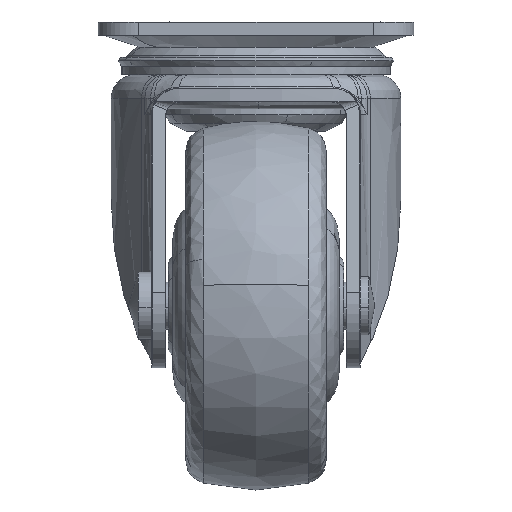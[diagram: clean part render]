
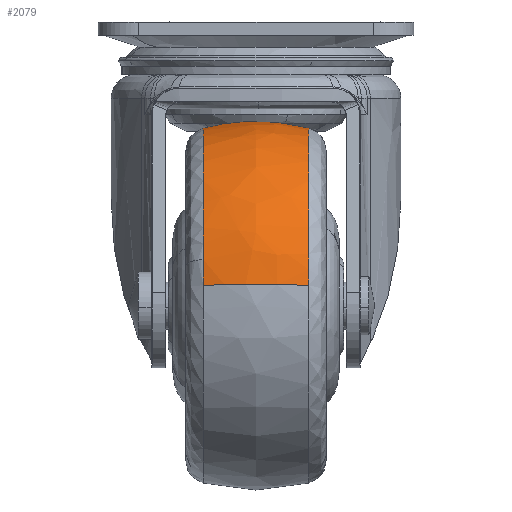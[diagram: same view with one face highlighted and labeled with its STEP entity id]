
A CAD part, left-side view. The second image highlights one B-rep face of the part: STEP entity #2079.
In plain terms, the highlighted free-form (B-spline) face has degree [2, 2] with [5, 3] control points.
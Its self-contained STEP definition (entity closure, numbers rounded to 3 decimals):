
#929=CARTESIAN_POINT('',(-54.265,9.032,-40.593));
#930=VERTEX_POINT('',#929);
#944=CARTESIAN_POINT('',(-25.0,9.032,-18.185));
#945=VERTEX_POINT('',#944);
#946=CARTESIAN_POINT('',(-25.0,9.032,-18.185));
#947=CARTESIAN_POINT('',(-48.211,9.032,-18.185));
#948=CARTESIAN_POINT('',(-54.265,9.032,-40.593));
#956=(BOUNDED_CURVE()B_SPLINE_CURVE(2,(#946,#947,#948),.UNSPECIFIED.,.F.,.U.)B_SPLINE_CURVE_WITH_KNOTS((3,3),(0.5,0.706),.UNSPECIFIED.)CURVE()GEOMETRIC_REPRESENTATION_ITEM()RATIONAL_B_SPLINE_CURVE((1.0,0.759,0.914))REPRESENTATION_ITEM(''));
#957=EDGE_CURVE('',#945,#930,#956,.T.);
#1046=CARTESIAN_POINT('',(-55.112,9.032,-45.));
#1047=VERTEX_POINT('',#1046);
#1063=CARTESIAN_POINT('',(-54.265,9.032,-40.593));
#1064=CARTESIAN_POINT('',(-54.852,9.032,-42.765));
#1065=CARTESIAN_POINT('',(-55.112,9.032,-45.));
#1073=(BOUNDED_CURVE()B_SPLINE_CURVE(2,(#1063,#1064,#1065),.UNSPECIFIED.,.F.,.U.)B_SPLINE_CURVE_WITH_KNOTS((3,3),(0.706,0.73),.UNSPECIFIED.)CURVE()GEOMETRIC_REPRESENTATION_ITEM()RATIONAL_B_SPLINE_CURVE((0.914,0.933,0.957))REPRESENTATION_ITEM(''));
#1074=EDGE_CURVE('',#930,#1047,#1073,.T.);
#1276=CARTESIAN_POINT('',(-25.0,-9.032,-18.185));
#1277=VERTEX_POINT('',#1276);
#1291=CARTESIAN_POINT('',(-55.112,-9.032,-45.));
#1292=VERTEX_POINT('',#1291);
#1293=CARTESIAN_POINT('',(-25.0,-9.032,-18.185));
#1294=CARTESIAN_POINT('',(-51.995,-9.032,-18.185));
#1295=CARTESIAN_POINT('',(-55.112,-9.032,-45.));
#1303=(BOUNDED_CURVE()B_SPLINE_CURVE(2,(#1293,#1294,#1295),.UNSPECIFIED.,.F.,.U.)B_SPLINE_CURVE_WITH_KNOTS((3,3),(0.5,0.73),.UNSPECIFIED.)CURVE()GEOMETRIC_REPRESENTATION_ITEM()RATIONAL_B_SPLINE_CURVE((1.0,0.731,0.957))REPRESENTATION_ITEM(''));
#1304=EDGE_CURVE('',#1277,#1292,#1303,.T.);
#2012=CARTESIAN_POINT('',(-25.0,-9.032,-18.185));
#2013=CARTESIAN_POINT('',(-25.0,-4.594,-17.));
#2014=CARTESIAN_POINT('',(-25.0,0.,-17.));
#2015=CARTESIAN_POINT('',(-25.,4.594,-17.));
#2016=CARTESIAN_POINT('',(-25.0,9.032,-18.185));
#2024=(BOUNDED_CURVE()B_SPLINE_CURVE(2,(#2012,#2013,#2014,#2015,#2016),.UNSPECIFIED.,.F.,.U.)B_SPLINE_CURVE_WITH_KNOTS((3,2,3),(0.407,0.5,0.593),.UNSPECIFIED.)CURVE()GEOMETRIC_REPRESENTATION_ITEM()RATIONAL_B_SPLINE_CURVE((0.922,0.952,1.0,0.952,0.922))REPRESENTATION_ITEM(''));
#2025=EDGE_CURVE('',#1277,#945,#2024,.T.);
#2031=CARTESIAN_POINT('',(-55.112,-9.032,-45.));
#2032=CARTESIAN_POINT('',(-56.289,-4.594,-44.863));
#2033=CARTESIAN_POINT('',(-56.289,0.,-44.863));
#2034=CARTESIAN_POINT('',(-56.289,4.594,-44.863));
#2035=CARTESIAN_POINT('',(-55.112,9.032,-45.));
#2043=(BOUNDED_CURVE()B_SPLINE_CURVE(2,(#2031,#2032,#2033,#2034,#2035),.UNSPECIFIED.,.F.,.U.)B_SPLINE_CURVE_WITH_KNOTS((3,2,3),(0.407,0.5,0.593),.UNSPECIFIED.)CURVE()GEOMETRIC_REPRESENTATION_ITEM()RATIONAL_B_SPLINE_CURVE((0.882,0.911,0.957,0.911,0.882))REPRESENTATION_ITEM(''));
#2044=EDGE_CURVE('',#1292,#1047,#2043,.T.);
#2049=CARTESIAN_POINT('',(-25.0,-9.948,-18.443));
#2050=CARTESIAN_POINT('',(-25.0,-5.079,-17.));
#2051=CARTESIAN_POINT('',(-25.0,0.,-17.));
#2052=CARTESIAN_POINT('',(-25.0,5.079,-17.));
#2053=CARTESIAN_POINT('',(-25.,9.948,-18.443));
#2054=CARTESIAN_POINT('',(-51.765,-9.948,-18.443));
#2055=CARTESIAN_POINT('',(-53.05,-5.079,-17.));
#2056=CARTESIAN_POINT('',(-53.05,0.,-17.));
#2057=CARTESIAN_POINT('',(-53.05,5.079,-17.));
#2058=CARTESIAN_POINT('',(-51.765,9.948,-18.443));
#2059=CARTESIAN_POINT('',(-54.856,-9.948,-45.029));
#2060=CARTESIAN_POINT('',(-56.289,-5.079,-44.863));
#2061=CARTESIAN_POINT('',(-56.289,0.,-44.863));
#2062=CARTESIAN_POINT('',(-56.289,5.079,-44.863));
#2063=CARTESIAN_POINT('',(-54.856,9.948,-45.029));
#2071=(BOUNDED_SURFACE()B_SPLINE_SURFACE(2,2,((#2049,#2054,#2059),(#2050,#2055,#2060),(#2051,#2056,#2061),(#2052,#2057,#2062),(#2053,#2058,#2063)),.UNSPECIFIED.,.F.,.F.,.U.)B_SPLINE_SURFACE_WITH_KNOTS((3,2,3),(3,3),(0.0,10.504,21.007),(0.0,47.963),.UNSPECIFIED.)GEOMETRIC_REPRESENTATION_ITEM()RATIONAL_B_SPLINE_SURFACE(((0.916,0.669,0.876),(0.947,0.692,0.906),(1.0,0.731,0.957),(0.947,0.692,0.906),(0.916,0.669,0.876)))REPRESENTATION_ITEM('')SURFACE());
#2072=ORIENTED_EDGE('',*,*,#957,.T.);
#2073=ORIENTED_EDGE('',*,*,#1074,.T.);
#2074=ORIENTED_EDGE('',*,*,#2044,.F.);
#2075=ORIENTED_EDGE('',*,*,#1304,.F.);
#2076=ORIENTED_EDGE('',*,*,#2025,.T.);
#2077=EDGE_LOOP('',(#2072,#2073,#2074,#2075,#2076));
#2078=FACE_OUTER_BOUND('',#2077,.T.);
#2079=ADVANCED_FACE('',(#2078),#2071,.T.);
